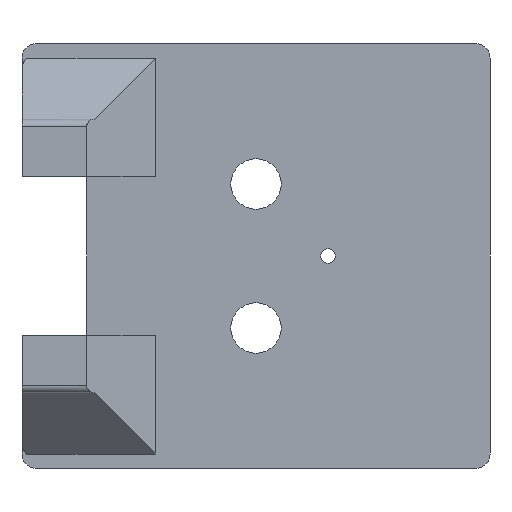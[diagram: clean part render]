
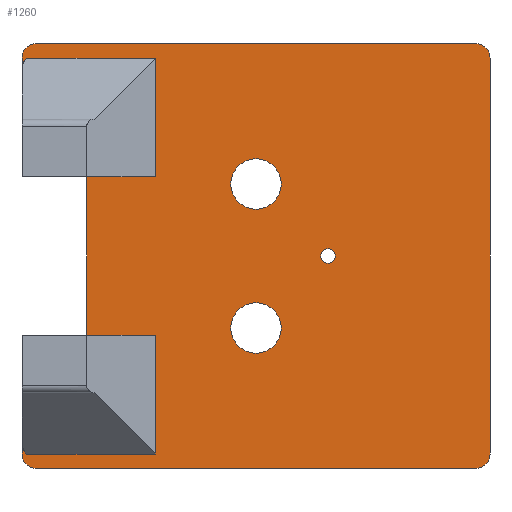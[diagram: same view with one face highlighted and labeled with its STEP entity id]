
A CAD part, front view. The second image highlights one B-rep face of the part: STEP entity #1260.
In plain terms, the highlighted planar face has unit normal (0, -1, 0).
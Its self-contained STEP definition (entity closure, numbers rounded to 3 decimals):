
#35=FACE_BOUND('',#255,.T.);
#36=FACE_BOUND('',#256,.T.);
#37=FACE_BOUND('',#257,.T.);
#75=CIRCLE('',#1367,2.);
#79=CIRCLE('',#1373,2.);
#85=CIRCLE('',#1385,2.);
#87=CIRCLE('',#1388,2.);
#89=CIRCLE('',#1392,2.);
#90=CIRCLE('',#1397,2.);
#91=CIRCLE('',#1398,3.5);
#92=CIRCLE('',#1399,1.);
#93=CIRCLE('',#1400,3.5);
#174=FACE_OUTER_BOUND('',#254,.T.);
#254=EDGE_LOOP('',(#1053,#1054,#1055,#1056,#1057,#1058,#1059,#1060,#1061,
#1062,#1063,#1064,#1065,#1066,#1067,#1068,#1069,#1070));
#255=EDGE_LOOP('',(#1071));
#256=EDGE_LOOP('',(#1072));
#257=EDGE_LOOP('',(#1073));
#337=LINE('',#1979,#457);
#352=LINE('',#2030,#472);
#364=LINE('',#2067,#484);
#365=LINE('',#2071,#485);
#366=LINE('',#2073,#486);
#367=LINE('',#2075,#487);
#368=LINE('',#2077,#488);
#369=LINE('',#2079,#489);
#370=LINE('',#2080,#490);
#371=LINE('',#2081,#491);
#372=LINE('',#2082,#492);
#373=LINE('',#2084,#493);
#457=VECTOR('',#1612,10.);
#472=VECTOR('',#1663,10.);
#484=VECTOR('',#1697,10.);
#485=VECTOR('',#1702,10.);
#486=VECTOR('',#1703,10.);
#487=VECTOR('',#1704,10.);
#488=VECTOR('',#1705,10.);
#489=VECTOR('',#1706,10.);
#490=VECTOR('',#1707,10.);
#491=VECTOR('',#1708,10.);
#492=VECTOR('',#1709,10.);
#493=VECTOR('',#1710,10.);
#581=VERTEX_POINT('',#1977);
#582=VERTEX_POINT('',#1978);
#585=VERTEX_POINT('',#1986);
#589=VERTEX_POINT('',#1998);
#599=VERTEX_POINT('',#2028);
#600=VERTEX_POINT('',#2029);
#603=VERTEX_POINT('',#2037);
#605=VERTEX_POINT('',#2043);
#607=VERTEX_POINT('',#2052);
#608=VERTEX_POINT('',#2053);
#613=VERTEX_POINT('',#2064);
#614=VERTEX_POINT('',#2066);
#615=VERTEX_POINT('',#2070);
#616=VERTEX_POINT('',#2072);
#617=VERTEX_POINT('',#2074);
#618=VERTEX_POINT('',#2076);
#619=VERTEX_POINT('',#2078);
#620=VERTEX_POINT('',#2083);
#621=VERTEX_POINT('',#2086);
#622=VERTEX_POINT('',#2088);
#623=VERTEX_POINT('',#2090);
#729=EDGE_CURVE('',#581,#582,#337,.T.);
#733=EDGE_CURVE('',#582,#585,#75,.T.);
#739=EDGE_CURVE('',#589,#581,#79,.T.);
#754=EDGE_CURVE('',#599,#600,#352,.T.);
#758=EDGE_CURVE('',#600,#603,#85,.T.);
#761=EDGE_CURVE('',#605,#599,#87,.T.);
#766=EDGE_CURVE('',#607,#608,#89,.T.);
#772=EDGE_CURVE('',#613,#614,#364,.T.);
#774=EDGE_CURVE('',#615,#613,#365,.T.);
#775=EDGE_CURVE('',#615,#616,#366,.T.);
#776=EDGE_CURVE('',#616,#617,#367,.T.);
#777=EDGE_CURVE('',#617,#618,#368,.T.);
#778=EDGE_CURVE('',#619,#618,#369,.T.);
#779=EDGE_CURVE('',#608,#619,#370,.T.);
#780=EDGE_CURVE('',#607,#605,#371,.T.);
#781=EDGE_CURVE('',#603,#589,#372,.T.);
#782=EDGE_CURVE('',#585,#620,#373,.T.);
#783=EDGE_CURVE('',#614,#620,#90,.T.);
#784=EDGE_CURVE('',#621,#621,#91,.T.);
#785=EDGE_CURVE('',#622,#622,#92,.T.);
#786=EDGE_CURVE('',#623,#623,#93,.T.);
#1053=ORIENTED_EDGE('',*,*,#772,.F.);
#1054=ORIENTED_EDGE('',*,*,#774,.F.);
#1055=ORIENTED_EDGE('',*,*,#775,.T.);
#1056=ORIENTED_EDGE('',*,*,#776,.T.);
#1057=ORIENTED_EDGE('',*,*,#777,.T.);
#1058=ORIENTED_EDGE('',*,*,#778,.F.);
#1059=ORIENTED_EDGE('',*,*,#779,.F.);
#1060=ORIENTED_EDGE('',*,*,#766,.F.);
#1061=ORIENTED_EDGE('',*,*,#780,.T.);
#1062=ORIENTED_EDGE('',*,*,#761,.T.);
#1063=ORIENTED_EDGE('',*,*,#754,.T.);
#1064=ORIENTED_EDGE('',*,*,#758,.T.);
#1065=ORIENTED_EDGE('',*,*,#781,.T.);
#1066=ORIENTED_EDGE('',*,*,#739,.T.);
#1067=ORIENTED_EDGE('',*,*,#729,.T.);
#1068=ORIENTED_EDGE('',*,*,#733,.T.);
#1069=ORIENTED_EDGE('',*,*,#782,.T.);
#1070=ORIENTED_EDGE('',*,*,#783,.F.);
#1071=ORIENTED_EDGE('',*,*,#784,.T.);
#1072=ORIENTED_EDGE('',*,*,#785,.T.);
#1073=ORIENTED_EDGE('',*,*,#786,.T.);
#1202=PLANE('',#1396);
#1260=ADVANCED_FACE('',(#174,#35,#36,#37),#1202,.F.);
#1367=AXIS2_PLACEMENT_3D('',#1987,#1618,#1619);
#1373=AXIS2_PLACEMENT_3D('',#1999,#1632,#1633);
#1385=AXIS2_PLACEMENT_3D('',#2038,#1669,#1670);
#1388=AXIS2_PLACEMENT_3D('',#2044,#1676,#1677);
#1392=AXIS2_PLACEMENT_3D('',#2054,#1687,#1688);
#1396=AXIS2_PLACEMENT_3D('',#2069,#1700,#1701);
#1397=AXIS2_PLACEMENT_3D('',#2085,#1711,#1712);
#1398=AXIS2_PLACEMENT_3D('',#2087,#1713,#1714);
#1399=AXIS2_PLACEMENT_3D('',#2089,#1715,#1716);
#1400=AXIS2_PLACEMENT_3D('',#2091,#1717,#1718);
#1612=DIRECTION('',(-1.,0.,0.));
#1618=DIRECTION('center_axis',(0.,-1.,0.));
#1619=DIRECTION('ref_axis',(0.,0.,1.));
#1632=DIRECTION('center_axis',(0.,-1.,0.));
#1633=DIRECTION('ref_axis',(1.,0.,0.));
#1663=DIRECTION('',(1.,0.,0.));
#1669=DIRECTION('center_axis',(0.,-1.,0.));
#1670=DIRECTION('ref_axis',(0.,0.,-1.));
#1676=DIRECTION('center_axis',(0.,-1.,0.));
#1677=DIRECTION('ref_axis',(-1.,0.,0.));
#1687=DIRECTION('center_axis',(0.,-1.,0.));
#1688=DIRECTION('ref_axis',(-0.707,0.,-0.707));
#1697=DIRECTION('',(-1.,0.,0.));
#1700=DIRECTION('center_axis',(0.,1.,0.));
#1701=DIRECTION('ref_axis',(0.,0.,1.));
#1702=DIRECTION('',(0.,0.,1.));
#1703=DIRECTION('',(-1.,0.,0.));
#1704=DIRECTION('',(0.,0.,-1.));
#1705=DIRECTION('',(1.,0.,0.));
#1706=DIRECTION('',(0.,0.,1.));
#1707=DIRECTION('',(1.,0.,0.));
#1708=DIRECTION('',(0.,0.,-1.));
#1709=DIRECTION('',(0.,0.,1.));
#1710=DIRECTION('',(0.,0.,-1.));
#1711=DIRECTION('center_axis',(0.,-1.,0.));
#1712=DIRECTION('ref_axis',(-0.707,0.,0.707));
#1713=DIRECTION('center_axis',(0.,1.,0.));
#1714=DIRECTION('ref_axis',(1.,0.,0.));
#1715=DIRECTION('center_axis',(0.,1.,0.));
#1716=DIRECTION('ref_axis',(1.,0.,0.));
#1717=DIRECTION('center_axis',(0.,1.,0.));
#1718=DIRECTION('ref_axis',(1.,0.,0.));
#1977=CARTESIAN_POINT('',(30.5,-1.5,29.5));
#1978=CARTESIAN_POINT('',(-30.5,-1.5,29.5));
#1979=CARTESIAN_POINT('',(30.5,-1.5,29.5));
#1986=CARTESIAN_POINT('',(-32.5,-1.5,27.5));
#1987=CARTESIAN_POINT('Origin',(-30.5,-1.5,27.5));
#1998=CARTESIAN_POINT('',(32.5,-1.5,27.5));
#1999=CARTESIAN_POINT('Origin',(30.5,-1.5,27.5));
#2028=CARTESIAN_POINT('',(-30.5,-1.5,-29.5));
#2029=CARTESIAN_POINT('',(30.5,-1.5,-29.5));
#2030=CARTESIAN_POINT('',(-30.5,-1.5,-29.5));
#2037=CARTESIAN_POINT('',(32.5,-1.5,-27.5));
#2038=CARTESIAN_POINT('Origin',(30.5,-1.5,-27.5));
#2043=CARTESIAN_POINT('',(-32.5,-1.5,-27.5));
#2044=CARTESIAN_POINT('Origin',(-30.5,-1.5,-27.5));
#2052=CARTESIAN_POINT('',(-32.5,-1.5,-26.));
#2053=CARTESIAN_POINT('',(-31.823,-1.5,-27.5));
#2054=CARTESIAN_POINT('Origin',(-30.5,-1.5,-26.));
#2064=CARTESIAN_POINT('',(-14.,-1.5,27.5));
#2066=CARTESIAN_POINT('',(-31.823,-1.5,27.5));
#2067=CARTESIAN_POINT('',(-11.75,-1.5,27.5));
#2069=CARTESIAN_POINT('Origin',(0.,-1.5,0.));
#2070=CARTESIAN_POINT('',(-14.,-1.5,11.));
#2071=CARTESIAN_POINT('',(-14.,-1.5,5.5));
#2072=CARTESIAN_POINT('',(-23.5,-1.5,11.));
#2073=CARTESIAN_POINT('',(-16.25,-1.5,11.));
#2074=CARTESIAN_POINT('',(-23.5,-1.5,-11.));
#2075=CARTESIAN_POINT('',(-23.5,-1.5,-11.));
#2076=CARTESIAN_POINT('',(-14.,-1.5,-11.));
#2077=CARTESIAN_POINT('',(-11.75,-1.5,-11.));
#2078=CARTESIAN_POINT('',(-14.,-1.5,-27.5));
#2079=CARTESIAN_POINT('',(-14.,-1.5,-9.5));
#2080=CARTESIAN_POINT('',(-16.25,-1.5,-27.5));
#2081=CARTESIAN_POINT('',(-32.5,-1.5,-26.));
#2082=CARTESIAN_POINT('',(32.5,-1.5,28.));
#2083=CARTESIAN_POINT('',(-32.5,-1.5,26.));
#2084=CARTESIAN_POINT('',(-32.5,-1.5,27.5));
#2085=CARTESIAN_POINT('Origin',(-30.5,-1.5,26.));
#2086=CARTESIAN_POINT('',(-3.5,-1.5,-10.));
#2087=CARTESIAN_POINT('Origin',(0.,-1.5,-10.));
#2088=CARTESIAN_POINT('',(9.,-1.5,0.));
#2089=CARTESIAN_POINT('Origin',(10.,-1.5,0.));
#2090=CARTESIAN_POINT('',(-3.5,-1.5,10.));
#2091=CARTESIAN_POINT('Origin',(0.,-1.5,10.));
